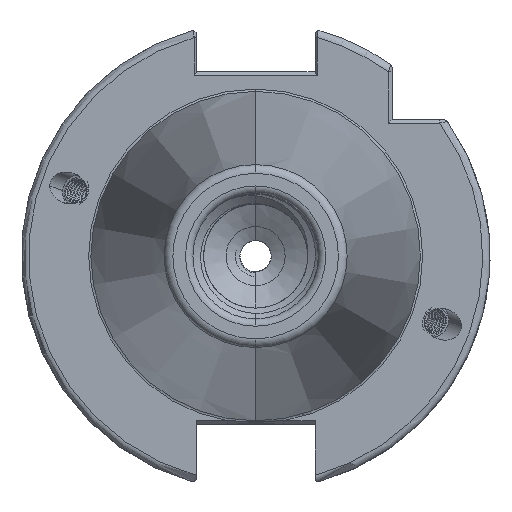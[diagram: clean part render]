
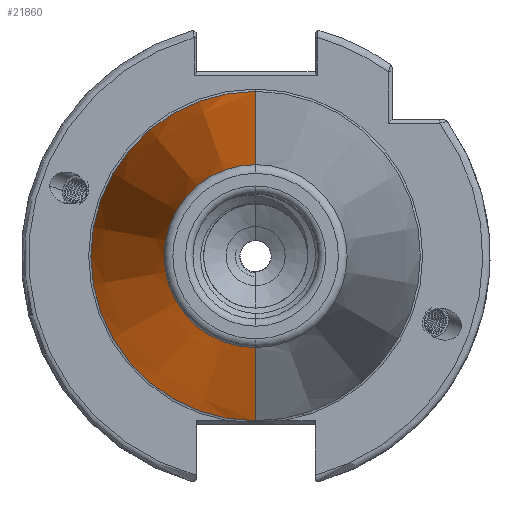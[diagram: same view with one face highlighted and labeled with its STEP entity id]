
A CAD part, left-side view. The second image highlights one B-rep face of the part: STEP entity #21860.
In plain terms, the highlighted conical face has half-angle 8.297 degrees and reference radius 22.692 mm.
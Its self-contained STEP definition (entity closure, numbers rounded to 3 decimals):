
#2170 = CARTESIAN_POINT ( 'NONE',  ( 0., 0., -22.692 ) ) ;
#2210 = CARTESIAN_POINT ( 'NONE',  ( 0., 0., 22.692 ) ) ;
#2213 = DIRECTION ( 'NONE',  ( 0.99, 0., 0.144 ) ) ;
#2220 = CARTESIAN_POINT ( 'NONE',  ( -70.573, 0., 0. ) ) ;
#2221 = DIRECTION ( 'NONE',  ( 1., 0., 0. ) ) ;
#2222 = DIRECTION ( 'NONE',  ( 0., 0., 1. ) ) ;
#2232 = DIRECTION ( 'NONE',  ( 0.99, 0., -0.144 ) ) ;
#2280 = DIRECTION ( 'NONE',  ( 1., 0., 0. ) ) ;
#2288 = DIRECTION ( 'NONE',  ( 0., 0., -1. ) ) ;
#2305 = CARTESIAN_POINT ( 'NONE',  ( -2.5, 0., 0. ) ) ;
#6451 = ORIENTED_EDGE ( 'NONE', *, *, #11511, .F. ) ;
#6461 = ORIENTED_EDGE ( 'NONE', *, *, #11481, .F. ) ;
#6479 = ORIENTED_EDGE ( 'NONE', *, *, #11487, .T. ) ;
#6492 = ORIENTED_EDGE ( 'NONE', *, *, #11480, .T. ) ;
#7295 = CONICAL_SURFACE ( 'NONE', #8518, 22.692, 0.145 ) ;
#7313 = FACE_OUTER_BOUND ( 'NONE', #12287, .T. ) ;
#8268 = CARTESIAN_POINT ( 'NONE',  ( -2.5, 0., -22.327 ) ) ;
#8270 = CARTESIAN_POINT ( 'NONE',  ( -70.573, 0., 12.4 ) ) ;
#8283 = CARTESIAN_POINT ( 'NONE',  ( -70.573, 0., -12.4 ) ) ;
#8518 = AXIS2_PLACEMENT_3D ( 'NONE', #11876, #11899, #11850 ) ;
#8955 = LINE ( 'NONE', #2170, #9004 ) ;
#8975 = CIRCLE ( 'NONE', #10898, 12.4 ) ;
#8977 = VECTOR ( 'NONE', #2213, 1000. ) ;
#8991 = CIRCLE ( 'NONE', #10883, 22.327 ) ;
#9004 = VECTOR ( 'NONE', #2232, 1000. ) ;
#9009 = LINE ( 'NONE', #2210, #8977 ) ;
#10883 = AXIS2_PLACEMENT_3D ( 'NONE', #2305, #2280, #2288 ) ;
#10898 = AXIS2_PLACEMENT_3D ( 'NONE', #2220, #2221, #2222 ) ;
#11480 = EDGE_CURVE ( 'NONE', #21317, #21404, #9009, .T. ) ;
#11481 = EDGE_CURVE ( 'NONE', #21328, #21350, #8955, .T. ) ;
#11487 = EDGE_CURVE ( 'NONE', #21328, #21317, #8975, .T. ) ;
#11511 = EDGE_CURVE ( 'NONE', #21350, #21404, #8991, .T. ) ;
#11850 = DIRECTION ( 'NONE',  ( 0., 0., -1. ) ) ;
#11876 = CARTESIAN_POINT ( 'NONE',  ( 0., 0., 0. ) ) ;
#11899 = DIRECTION ( 'NONE',  ( 1., 0., 0. ) ) ;
#12287 = EDGE_LOOP ( 'NONE', ( #6479, #6492, #6451, #6461 ) ) ;
#13991 = CARTESIAN_POINT ( 'NONE',  ( -2.5, 0., 22.327 ) ) ;
#21317 = VERTEX_POINT ( 'NONE', #8270 ) ;
#21328 = VERTEX_POINT ( 'NONE', #8283 ) ;
#21350 = VERTEX_POINT ( 'NONE', #8268 ) ;
#21404 = VERTEX_POINT ( 'NONE', #13991 ) ;
#21860 = ADVANCED_FACE ( 'NONE', ( #7313 ), #7295, .T. ) ;
